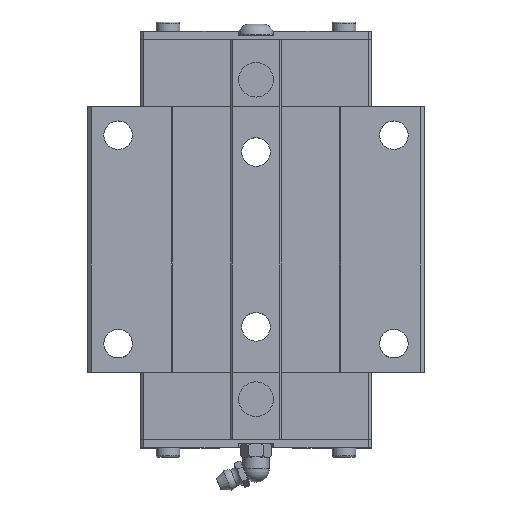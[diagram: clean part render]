
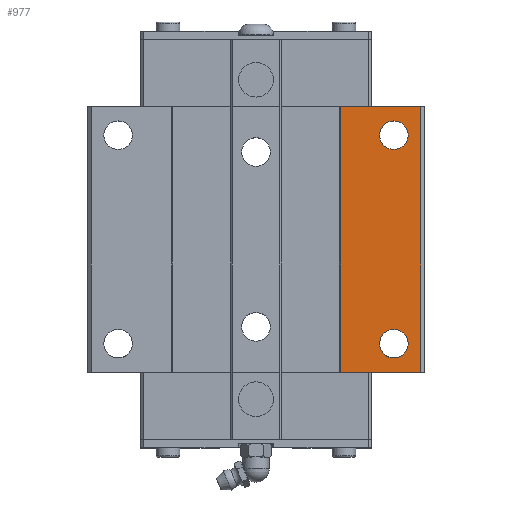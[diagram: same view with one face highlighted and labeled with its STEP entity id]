
A CAD part, top view. The second image highlights one B-rep face of the part: STEP entity #977.
In plain terms, the highlighted planar face has unit normal (0, 0, 1).
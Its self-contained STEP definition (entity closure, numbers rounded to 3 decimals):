
#977=ADVANCED_FACE('',(#2042,#2043,#2044),#2045,.T.);
#2042=FACE_OUTER_BOUND('',#3184,.T.);
#2043=FACE_BOUND('',#3185,.T.);
#2044=FACE_BOUND('',#3186,.T.);
#2045=PLANE('',#3187);
#3184=EDGE_LOOP('',(#6162,#6163,#6164,#6165));
#3185=EDGE_LOOP('',(#6166,#6167));
#3186=EDGE_LOOP('',(#6168,#6169));
#3187=AXIS2_PLACEMENT_3D('',#6170,#6171,#6172);
#6162=ORIENTED_EDGE('',*,*,#7856,.T.);
#6163=ORIENTED_EDGE('',*,*,#7779,.T.);
#6164=ORIENTED_EDGE('',*,*,#7862,.F.);
#6165=ORIENTED_EDGE('',*,*,#7837,.F.);
#6166=ORIENTED_EDGE('',*,*,#6771,.T.);
#6167=ORIENTED_EDGE('',*,*,#7863,.T.);
#6168=ORIENTED_EDGE('',*,*,#6766,.T.);
#6169=ORIENTED_EDGE('',*,*,#7864,.T.);
#6170=CARTESIAN_POINT('',(0.0,101.501,48.0));
#6171=DIRECTION('',(0.0,0.0,1.0));
#6172=DIRECTION('',(-1.0,0.0,-0.0));
#6766=EDGE_CURVE('',#8083,#8089,#8091,.T.);
#6771=EDGE_CURVE('',#8094,#8098,#8100,.T.);
#7779=EDGE_CURVE('',#9597,#9595,#9598,.T.);
#7837=EDGE_CURVE('',#9693,#9695,#9696,.T.);
#7856=EDGE_CURVE('',#9693,#9597,#9719,.T.);
#7862=EDGE_CURVE('',#9695,#9595,#9725,.T.);
#7863=EDGE_CURVE('',#8098,#8094,#9726,.T.);
#7864=EDGE_CURVE('',#8089,#8083,#9727,.T.);
#8083=VERTEX_POINT('',#10008);
#8089=VERTEX_POINT('',#10015);
#8091=CIRCLE('',#10018,4.25);
#8094=VERTEX_POINT('',#10021);
#8098=VERTEX_POINT('',#10026);
#8100=CIRCLE('',#10029,4.25);
#9595=VERTEX_POINT('',#12580);
#9597=VERTEX_POINT('',#12583);
#9598=LINE('',#12584,#12585);
#9693=VERTEX_POINT('',#12725);
#9695=VERTEX_POINT('',#12728);
#9696=LINE('',#12729,#12730);
#9719=LINE('',#12765,#12766);
#9725=LINE('',#12774,#12775);
#9726=CIRCLE('',#12776,4.25);
#9727=CIRCLE('',#12777,4.25);
#10008=CARTESIAN_POINT('',(45.25,31.001,48.0));
#10015=CARTESIAN_POINT('',(36.75,31.001,48.0));
#10018=AXIS2_PLACEMENT_3D('',#13113,#13114,#13115);
#10021=CARTESIAN_POINT('',(45.25,93.001,48.0));
#10026=CARTESIAN_POINT('',(36.75,93.001,48.0));
#10029=AXIS2_PLACEMENT_3D('',#13121,#13122,#13123);
#12580=CARTESIAN_POINT('',(49.0,22.501,48.0));
#12583=CARTESIAN_POINT('',(25.25,22.501,48.0));
#12584=CARTESIAN_POINT('',(-49.0,22.501,48.0));
#12585=VECTOR('',#14213,1.0);
#12725=CARTESIAN_POINT('',(25.25,101.501,48.0));
#12728=CARTESIAN_POINT('',(49.0,101.501,48.0));
#12729=CARTESIAN_POINT('',(-49.0,101.501,48.0));
#12730=VECTOR('',#14272,1.0);
#12765=CARTESIAN_POINT('',(25.25,121.251,48.0));
#12766=VECTOR('',#14285,1.0);
#12774=CARTESIAN_POINT('',(49.0,101.501,48.0));
#12775=VECTOR('',#14288,1.0);
#12776=AXIS2_PLACEMENT_3D('',#14289,#14290,#14291);
#12777=AXIS2_PLACEMENT_3D('',#14292,#14293,#14294);
#13113=CARTESIAN_POINT('',(41.0,31.001,48.0));
#13114=DIRECTION('',(0.0,0.0,-1.0));
#13115=DIRECTION('',(1.0,0.0,0.0));
#13121=CARTESIAN_POINT('',(41.0,93.001,48.0));
#13122=DIRECTION('',(0.0,0.0,-1.0));
#13123=DIRECTION('',(1.0,0.0,0.0));
#14213=DIRECTION('',(1.0,0.0,0.0));
#14272=DIRECTION('',(1.0,0.0,0.0));
#14285=DIRECTION('',(0.0,-1.0,0.0));
#14288=DIRECTION('',(0.0,-1.0,0.0));
#14289=CARTESIAN_POINT('',(41.0,93.001,48.0));
#14290=DIRECTION('',(0.0,0.0,-1.0));
#14291=DIRECTION('',(1.0,0.0,0.0));
#14292=CARTESIAN_POINT('',(41.0,31.001,48.0));
#14293=DIRECTION('',(0.0,0.0,-1.0));
#14294=DIRECTION('',(1.0,0.0,0.0));
